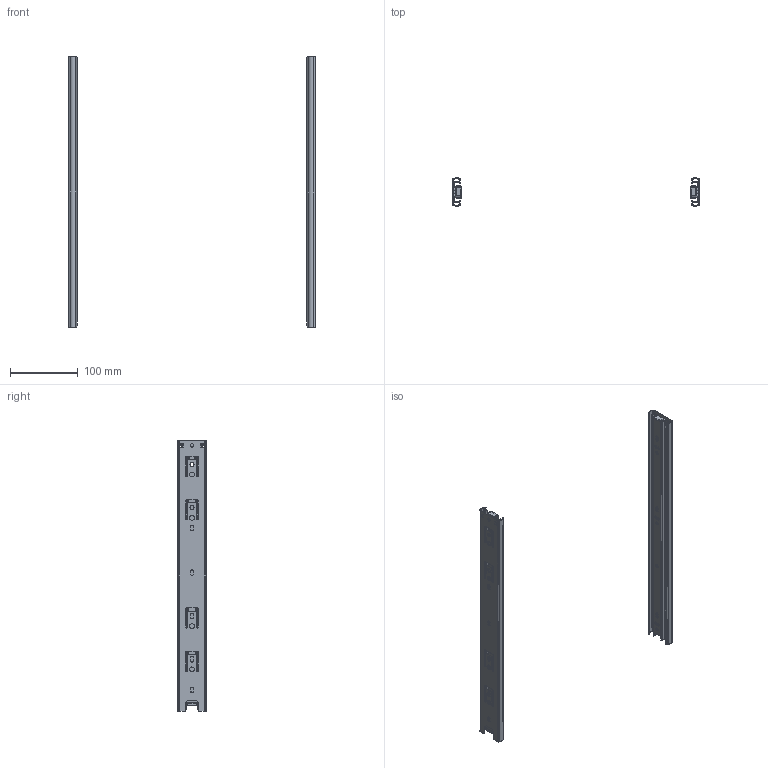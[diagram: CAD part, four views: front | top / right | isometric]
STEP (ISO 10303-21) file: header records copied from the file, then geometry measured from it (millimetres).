
FILE_DESCRIPTION(/* description */ (''),/* implementation_level */ '2;1');
FILE_NAME(/* name */ 'PK-0H45400GX2-A.stp',/* time_stamp */ '2023-11-10T08:38:12+01:00',/* author */ ('tomaszw'),/* organization */ (''),/* preprocessor_version */ 'ST-DEVELOPER v19.2',/* originating_system */ 'Autodesk Inventor 2023',/* authorisation */ '');
FILE_SCHEMA (('AUTOMOTIVE_DESIGN { 1 0 10303 214 3 1 1 }'));
Length unit declared in the file: millimetre
Products named in the file (5): PK-H42-400_GX2-A; PK-H42_1-400_GX2-A; PK-H42_2-400_GX2-A; PK-H42_3-400_GX2-A; PK-L-H42_6
Assembly tree (8 placements, depth 2):
  PK-H42-400_GX2-A
    PK-H42_1-400_GX2-A  x2
    PK-H42_2-400_GX2-A  x2
    PK-H42_3-400_GX2-A  x2
    PK-L-H42_6  x2
Bounding box: 364 x 42.4 x 400 mm (x, y, z)
Volume: 97779.5 mm3; surface area: 221967.3 mm2
Topology: 8 solids, 8 shells, 564 faces, 1652 edges, 1100 vertices
Faces by surface type: plane 290, cylinder 274
Full cylindrical faces by diameter (mm): 4.5 x6, 5 x4, 6 x4, 7 x8
Entity records: 10185 total; most frequent: CARTESIAN_POINT 1801, DIRECTION 1668, ORIENTED_EDGE 1652, EDGE_CURVE 826, AXIS2_PLACEMENT_3D 561, VERTEX_POINT 550, LINE 546, VECTOR 546
